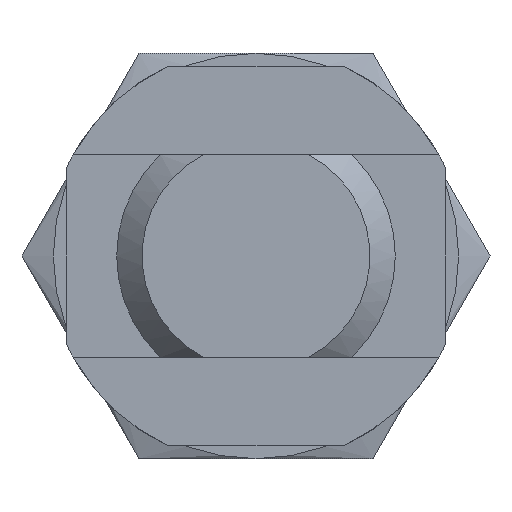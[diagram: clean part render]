
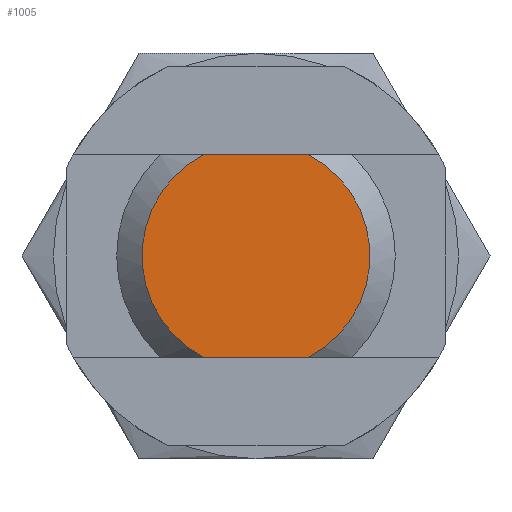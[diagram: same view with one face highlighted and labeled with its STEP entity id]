
A CAD part, left-side view. The second image highlights one B-rep face of the part: STEP entity #1005.
In plain terms, the highlighted planar face has unit normal (-1, 0, 0).
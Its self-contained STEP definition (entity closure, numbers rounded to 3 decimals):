
#35 = DIRECTION ( 'NONE',  ( 1., 0., 0. ) ) ;
#108 = CIRCLE ( 'NONE', #3291, 9. ) ;
#112 = VERTEX_POINT ( 'NONE', #3229 ) ;
#122 = DIRECTION ( 'NONE',  ( -1., 0., 0. ) ) ;
#444 = ORIENTED_EDGE ( 'NONE', *, *, #1200, .F. ) ;
#445 = ORIENTED_EDGE ( 'NONE', *, *, #3980, .F. ) ;
#497 = EDGE_LOOP ( 'NONE', ( #2422, #444, #2681, #445 ) ) ;
#504 = LINE ( 'NONE', #3327, #4412 ) ;
#521 = EDGE_CURVE ( 'NONE', #681, #2659, #2791, .T. ) ;
#681 = VERTEX_POINT ( 'NONE', #1481 ) ;
#754 = CARTESIAN_POINT ( 'NONE',  ( -293., 0., 0. ) ) ;
#1005 = ADVANCED_FACE ( 'NONE', ( #4181 ), #1793, .F. ) ;
#1060 = CARTESIAN_POINT ( 'NONE',  ( -293., 0., 0. ) ) ;
#1200 = EDGE_CURVE ( 'NONE', #4113, #2659, #504, .T. ) ;
#1222 = CARTESIAN_POINT ( 'NONE',  ( -293., 0., 0. ) ) ;
#1481 = CARTESIAN_POINT ( 'NONE',  ( -293., -4.123, -8. ) ) ;
#1570 = DIRECTION ( 'NONE',  ( 0., -1., 0. ) ) ;
#1793 = PLANE ( 'NONE',  #2731 ) ;
#2005 = CARTESIAN_POINT ( 'NONE',  ( -293., -4.123, 8. ) ) ;
#2153 = DIRECTION ( 'NONE',  ( 0., 0., 1. ) ) ;
#2163 = VECTOR ( 'NONE', #3685, 1000. ) ;
#2422 = ORIENTED_EDGE ( 'NONE', *, *, #521, .T. ) ;
#2573 = EDGE_CURVE ( 'NONE', #4113, #112, #108, .T. ) ;
#2623 = CARTESIAN_POINT ( 'NONE',  ( -293., -20., -8. ) ) ;
#2659 = VERTEX_POINT ( 'NONE', #2005 ) ;
#2681 = ORIENTED_EDGE ( 'NONE', *, *, #2573, .T. ) ;
#2718 = LINE ( 'NONE', #2623, #2163 ) ;
#2731 = AXIS2_PLACEMENT_3D ( 'NONE', #1060, #35, #3209 ) ;
#2791 = CIRCLE ( 'NONE', #4482, 9. ) ;
#3209 = DIRECTION ( 'NONE',  ( 0., 1., 0. ) ) ;
#3229 = CARTESIAN_POINT ( 'NONE',  ( -293., 4.123, -8. ) ) ;
#3291 = AXIS2_PLACEMENT_3D ( 'NONE', #1222, #3706, #3347 ) ;
#3327 = CARTESIAN_POINT ( 'NONE',  ( -293., 20., 8. ) ) ;
#3347 = DIRECTION ( 'NONE',  ( 0., 0., 1. ) ) ;
#3497 = CARTESIAN_POINT ( 'NONE',  ( -293., 4.123, 8. ) ) ;
#3685 = DIRECTION ( 'NONE',  ( 0., 1., 0. ) ) ;
#3706 = DIRECTION ( 'NONE',  ( -1., 0., 0. ) ) ;
#3980 = EDGE_CURVE ( 'NONE', #681, #112, #2718, .T. ) ;
#4113 = VERTEX_POINT ( 'NONE', #3497 ) ;
#4181 = FACE_OUTER_BOUND ( 'NONE', #497, .T. ) ;
#4412 = VECTOR ( 'NONE', #1570, 1000. ) ;
#4482 = AXIS2_PLACEMENT_3D ( 'NONE', #754, #122, #2153 ) ;
